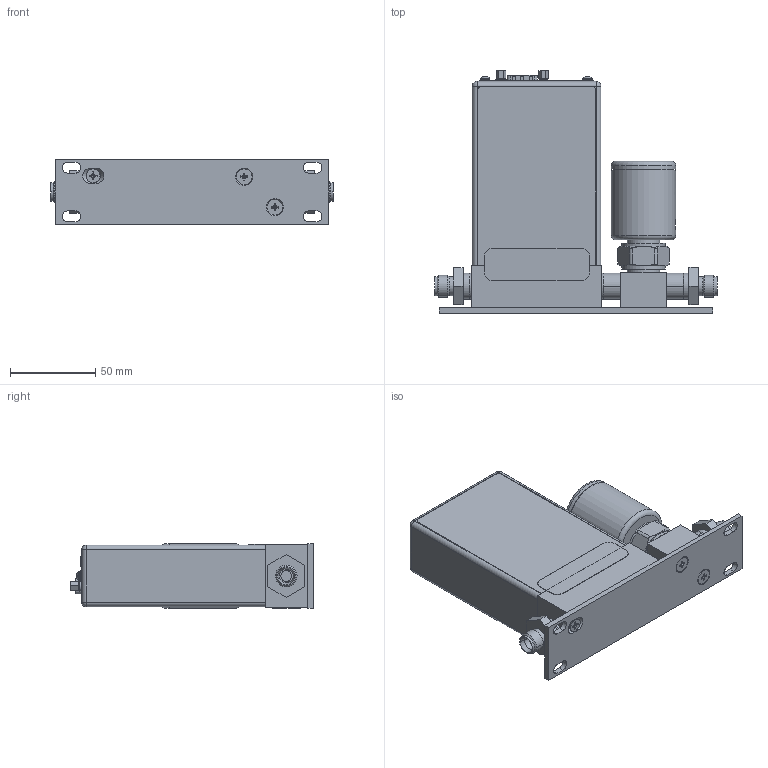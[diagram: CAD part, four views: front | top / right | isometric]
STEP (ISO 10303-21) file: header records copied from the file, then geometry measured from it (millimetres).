
FILE_DESCRIPTION((''),'2;1');
FILE_NAME('GV50_9-PIN_ANALOG_4VCR_ASM','2015-08-04T',('cockrofm'),(''),'PRO/ENGINEER BY PARAMETRIC TECHNOLOGY CORPORATION, 2011490','PRO/ENGINEER BY PARAMETRIC TECHNOLOGY CORPORATION, 2011490','');
FILE_SCHEMA(('CONFIG_CONTROL_DESIGN'));
Length unit declared in the file: inch
Products named in the file (33): 116653-P1_FULL-VALVE; 119000_MNTG-PLATE; 160-0022; 160-3973; 1041553_FLOWBODY_NOT-USED; 1053414_BRACKET; 1041562_ENCLOSURE_SOLID-TOP; 1041615_PWB; 110-8017_CONN-2POS-SINGLE; 1041767_LED; 110-0187-3-PIN-HEADER; 1041769_LED; 072-8550_MJTP1236E; 1038688_CONN_RJ45; 1036797; TMM-105-01-G-S-RA; 1041616_MAIN_PWR-BD_ASM; 159-8960_EMI_SHEILD_9PIN; 1016309-001; 1042610_LABEL_TOP_RS-485; 1042639-002_REAR; 1042639-001_FRT; 122676; 160-9715; 117328-G1_ASM; 185-3740; 119937-P9_LARGE-SINGLE; 119937-P9_SMALL-SINGLE; 1011702-002_4-40_PAN-HD-SEMS; 1040814_9-PIN_NO_OUTLET_FITTING_ASM; 1051894_FITTING-8MM; 1052578_FITTING-8MM; GV50_9-PIN_ANALOG_4VCR_ASM
Assembly tree (37 placements, depth 4):
  GV50_9-PIN_ANALOG_4VCR_ASM
    116653-P1_FULL-VALVE
    119000_MNTG-PLATE
    160-0022  x2
    160-3973
    1040814_9-PIN_NO_OUTLET_FITTING_ASM
      1041553_FLOWBODY_NOT-USED
      1053414_BRACKET
      1041562_ENCLOSURE_SOLID-TOP
      1041616_MAIN_PWR-BD_ASM
        1041615_PWB
        110-8017_CONN-2POS-SINGLE
        1041767_LED
        110-0187-3-PIN-HEADER
        1041769_LED
        072-8550_MJTP1236E
        1038688_CONN_RJ45
        1036797
        TMM-105-01-G-S-RA
      159-8960_EMI_SHEILD_9PIN
      1016309-001  x2
      1042610_LABEL_TOP_RS-485
      1042639-002_REAR
      1042639-001_FRT
      122676
      160-9715  x2
      117328-G1_ASM
      185-3740  x2
      119937-P9_LARGE-SINGLE
      119937-P9_SMALL-SINGLE
      1011702-002_4-40_PAN-HD-SEMS  x2
    1051894_FITTING-8MM
    1052578_FITTING-8MM
Bounding box: 166.34 x 142.6 x 38.11 mm (x, y, z)
Volume: 214603.4 mm3; surface area: 161090.2 mm2
Topology: 34 solids, 53 shells, 1840 faces, 4643 edges, 2892 vertices
Faces by surface type: plane 962, cylinder 452, bspline 246, cone 100, torus 42, extrusion 24, sphere 14
Entity records: 53869 total; most frequent: CARTESIAN_POINT 14326, ORIENTED_EDGE 7978, DIRECTION 7887, EDGE_CURVE 4065, VERTEX_POINT 2674, VECTOR 2657, LINE 2633, AXIS2_PLACEMENT_3D 2615
